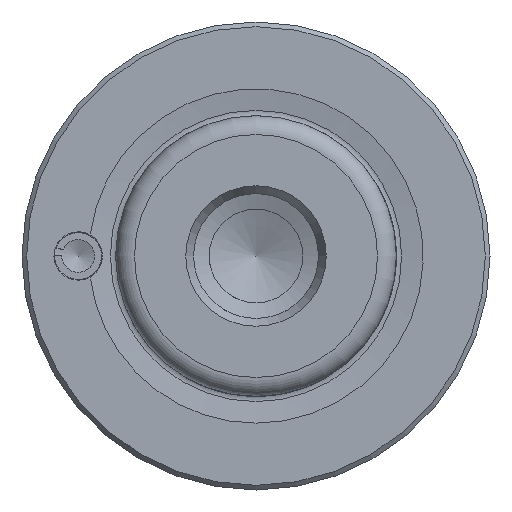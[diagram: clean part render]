
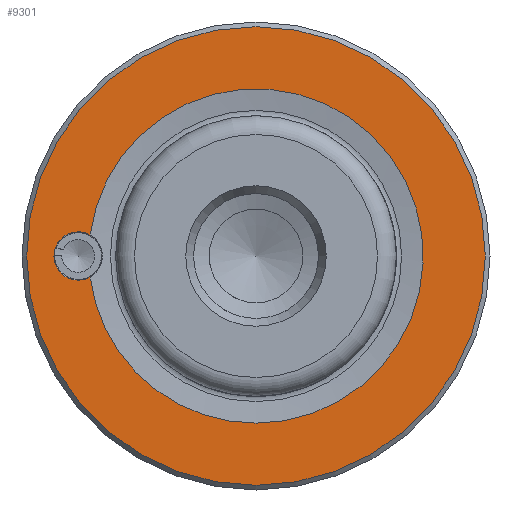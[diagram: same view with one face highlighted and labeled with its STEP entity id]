
A CAD part, left-side view. The second image highlights one B-rep face of the part: STEP entity #9301.
In plain terms, the highlighted planar face has unit normal (-1, 0, 0).
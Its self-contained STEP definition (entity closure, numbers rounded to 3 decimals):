
#417=PLANE('',#10192);
#830=FACE_BOUND('',#1560,.T.);
#995=FACE_OUTER_BOUND('',#1559,.T.);
#1559=EDGE_LOOP('',(#6622));
#1560=EDGE_LOOP('',(#6623,#6624,#6625,#6626));
#3439=CIRCLE('',#10059,10.715);
#3440=CIRCLE('',#10060,10.715);
#3495=CIRCLE('',#10193,14.7);
#3496=CIRCLE('',#10194,1.55);
#3497=CIRCLE('',#10195,1.55);
#3801=VERTEX_POINT('',#13701);
#3802=VERTEX_POINT('',#13703);
#3803=VERTEX_POINT('',#13705);
#3947=VERTEX_POINT('',#14824);
#3948=VERTEX_POINT('',#14826);
#4758=EDGE_CURVE('',#3801,#3802,#3439,.T.);
#4760=EDGE_CURVE('',#3803,#3801,#3440,.T.);
#4972=EDGE_CURVE('',#3947,#3947,#3495,.T.);
#4973=EDGE_CURVE('',#3802,#3948,#3496,.T.);
#4974=EDGE_CURVE('',#3948,#3803,#3497,.T.);
#6622=ORIENTED_EDGE('',*,*,#4972,.T.);
#6623=ORIENTED_EDGE('',*,*,#4973,.F.);
#6624=ORIENTED_EDGE('',*,*,#4758,.F.);
#6625=ORIENTED_EDGE('',*,*,#4760,.F.);
#6626=ORIENTED_EDGE('',*,*,#4974,.F.);
#9301=ADVANCED_FACE('',(#995,#830),#417,.F.);
#10059=AXIS2_PLACEMENT_3D('',#13704,#11080,#11081);
#10060=AXIS2_PLACEMENT_3D('',#13720,#11082,#11083);
#10192=AXIS2_PLACEMENT_3D('',#14823,#11442,#11443);
#10193=AXIS2_PLACEMENT_3D('',#14825,#11444,#11445);
#10194=AXIS2_PLACEMENT_3D('',#14827,#11446,#11447);
#10195=AXIS2_PLACEMENT_3D('',#14828,#11448,#11449);
#11080=DIRECTION('center_axis',(-1.,0.,0.));
#11081=DIRECTION('ref_axis',(0.,0.,1.));
#11082=DIRECTION('center_axis',(-1.,0.,0.));
#11083=DIRECTION('ref_axis',(0.,0.,1.));
#11442=DIRECTION('center_axis',(1.,0.,0.));
#11443=DIRECTION('ref_axis',(0.,0.,-1.));
#11444=DIRECTION('center_axis',(-1.,0.,0.));
#11445=DIRECTION('ref_axis',(0.,0.,1.));
#11446=DIRECTION('center_axis',(-1.,0.,0.));
#11447=DIRECTION('ref_axis',(0.,0.,-1.));
#11448=DIRECTION('center_axis',(-1.,0.,0.));
#11449=DIRECTION('ref_axis',(0.,0.,-1.));
#13701=CARTESIAN_POINT('',(-37.15,0.,-10.715));
#13703=CARTESIAN_POINT('',(-37.15,10.63,1.345));
#13704=CARTESIAN_POINT('Origin',(-37.15,0.,0.));
#13705=CARTESIAN_POINT('',(-37.15,10.63,-1.345));
#13720=CARTESIAN_POINT('Origin',(-37.15,0.,0.));
#14823=CARTESIAN_POINT('Origin',(-37.15,10.715,0.));
#14824=CARTESIAN_POINT('',(-37.15,0.,14.7));
#14825=CARTESIAN_POINT('Origin',(-37.15,0.,0.));
#14826=CARTESIAN_POINT('',(-37.15,11.4,-1.55));
#14827=CARTESIAN_POINT('Origin',(-37.15,11.4,0.));
#14828=CARTESIAN_POINT('Origin',(-37.15,11.4,0.));
